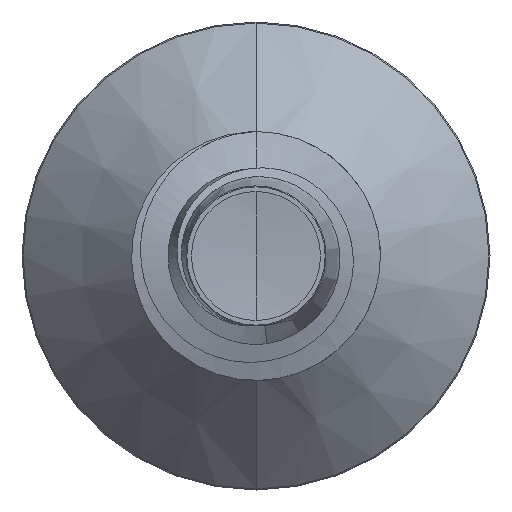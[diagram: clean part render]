
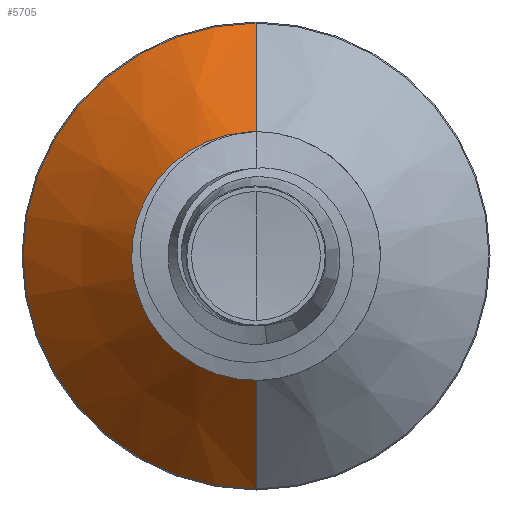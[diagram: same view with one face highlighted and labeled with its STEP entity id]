
A CAD part, front view. The second image highlights one B-rep face of the part: STEP entity #5705.
In plain terms, the highlighted conical face has half-angle 45 degrees and reference radius 1.189 mm.
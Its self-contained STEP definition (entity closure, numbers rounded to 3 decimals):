
#377 = DIRECTION ( 'NONE',  ( 0., 0., 1. ) ) ;
#378 = DIRECTION ( 'NONE',  ( 0., 1., 0. ) ) ;
#391 = CARTESIAN_POINT ( 'NONE',  ( 0., 3.439, 0. ) ) ;
#516 = DIRECTION ( 'NONE',  ( 0., 1., 0. ) ) ;
#528 = DIRECTION ( 'NONE',  ( 0., 0., 1. ) ) ;
#564 = CARTESIAN_POINT ( 'NONE',  ( 0., 2.289, 0. ) ) ;
#862 = VECTOR ( 'NONE', #2352, 1000. ) ;
#1717 = VERTEX_POINT ( 'NONE', #8131 ) ;
#2116 = AXIS2_PLACEMENT_3D ( 'NONE', #391, #378, #377 ) ;
#2117 = AXIS2_PLACEMENT_3D ( 'NONE', #2293, #2285, #2279 ) ;
#2279 = DIRECTION ( 'NONE',  ( 0., 0., 1. ) ) ;
#2285 = DIRECTION ( 'NONE',  ( 0., 1., 0. ) ) ;
#2293 = CARTESIAN_POINT ( 'NONE',  ( 0., 2.289, 0. ) ) ;
#2309 = CARTESIAN_POINT ( 'NONE',  ( 0., 2.289, -1.189 ) ) ;
#2352 = DIRECTION ( 'NONE',  ( 0., 0.707, -0.707 ) ) ;
#2548 = ORIENTED_EDGE ( 'NONE', *, *, #8605, .T. ) ;
#3299 = ORIENTED_EDGE ( 'NONE', *, *, #8491, .F. ) ;
#3660 = LINE ( 'NONE', #8885, #9090 ) ;
#3807 = CIRCLE ( 'NONE', #2117, 1.189 ) ;
#4650 = EDGE_LOOP ( 'NONE', ( #9556, #7893, #2548, #3299 ) ) ;
#5009 = AXIS2_PLACEMENT_3D ( 'NONE', #564, #516, #528 ) ;
#5705 = ADVANCED_FACE ( 'NONE', ( #8934 ), #9835, .T. ) ;
#7783 = VERTEX_POINT ( 'NONE', #8005 ) ;
#7893 = ORIENTED_EDGE ( 'NONE', *, *, #8370, .T. ) ;
#8005 = CARTESIAN_POINT ( 'NONE',  ( 0., 2.289, -1.189 ) ) ;
#8131 = CARTESIAN_POINT ( 'NONE',  ( 0., 2.289, 1.189 ) ) ;
#8370 = EDGE_CURVE ( 'NONE', #7783, #1717, #3807, .T. ) ;
#8379 = EDGE_CURVE ( 'NONE', #7783, #9512, #9172, .T. ) ;
#8469 = CIRCLE ( 'NONE', #2116, 2.339 ) ;
#8491 = EDGE_CURVE ( 'NONE', #9512, #9192, #8469, .T. ) ;
#8605 = EDGE_CURVE ( 'NONE', #1717, #9192, #3660, .T. ) ;
#8885 = CARTESIAN_POINT ( 'NONE',  ( 0., 2.289, 1.189 ) ) ;
#8901 = DIRECTION ( 'NONE',  ( 0., 0.707, 0.707 ) ) ;
#8934 = FACE_OUTER_BOUND ( 'NONE', #4650, .T. ) ;
#9090 = VECTOR ( 'NONE', #8901, 1000. ) ;
#9107 = CARTESIAN_POINT ( 'NONE',  ( 0., 3.439, 2.339 ) ) ;
#9172 = LINE ( 'NONE', #2309, #862 ) ;
#9192 = VERTEX_POINT ( 'NONE', #9107 ) ;
#9512 = VERTEX_POINT ( 'NONE', #9813 ) ;
#9556 = ORIENTED_EDGE ( 'NONE', *, *, #8379, .F. ) ;
#9813 = CARTESIAN_POINT ( 'NONE',  ( 0., 3.439, -2.339 ) ) ;
#9835 = CONICAL_SURFACE ( 'NONE', #5009, 1.189, 0.785 ) ;
